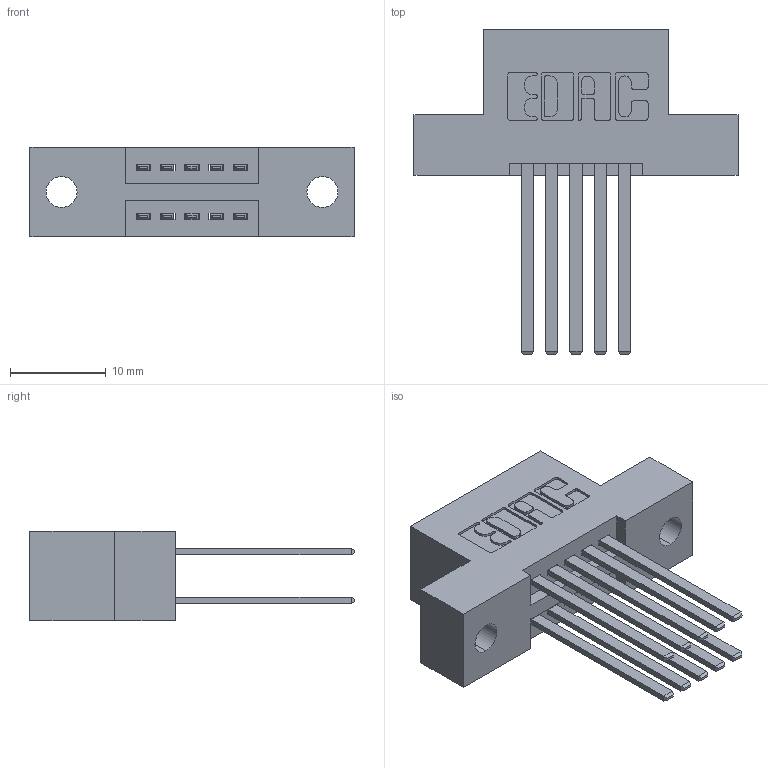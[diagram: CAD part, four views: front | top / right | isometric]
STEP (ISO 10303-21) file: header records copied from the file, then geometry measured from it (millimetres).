
FILE_DESCRIPTION (( 'STEP AP203' ), '1' );
FILE_NAME ('345-010-544-202.STEP', '2019-10-26T14:28:09', ( '' ), ( '' ), 'SwSTEP 2.0', 'SolidWorks 2016', '' );
FILE_SCHEMA (( 'CONFIG_CONTROL_DESIGN' ));
Length unit declared in the file: inch
Products named in the file (3): 345-292-001_345-293-144; 345 Part_Flush Mounting Lugs - 0.128 Dia; 345-010-544-202
Assembly tree (11 placements, depth 2):
  345-010-544-202
    345 Part_Flush Mounting Lugs - 0.128 Dia
    345-292-001_345-293-144  x10
Bounding box: 33.91 x 33.96 x 9.4 mm (x, y, z)
Volume: 3054 mm3; surface area: 3935.9 mm2
Topology: 11 solids, 11 shells, 566 faces, 1651 edges, 1086 vertices
Faces by surface type: plane 370, cylinder 196
Entity records: 8723 total; most frequent: CARTESIAN_POINT 1496, ORIENTED_EDGE 1430, DIRECTION 1363, EDGE_CURVE 715, LINE 567, VECTOR 567, VERTEX_POINT 474, AXIS2_PLACEMENT_3D 398
